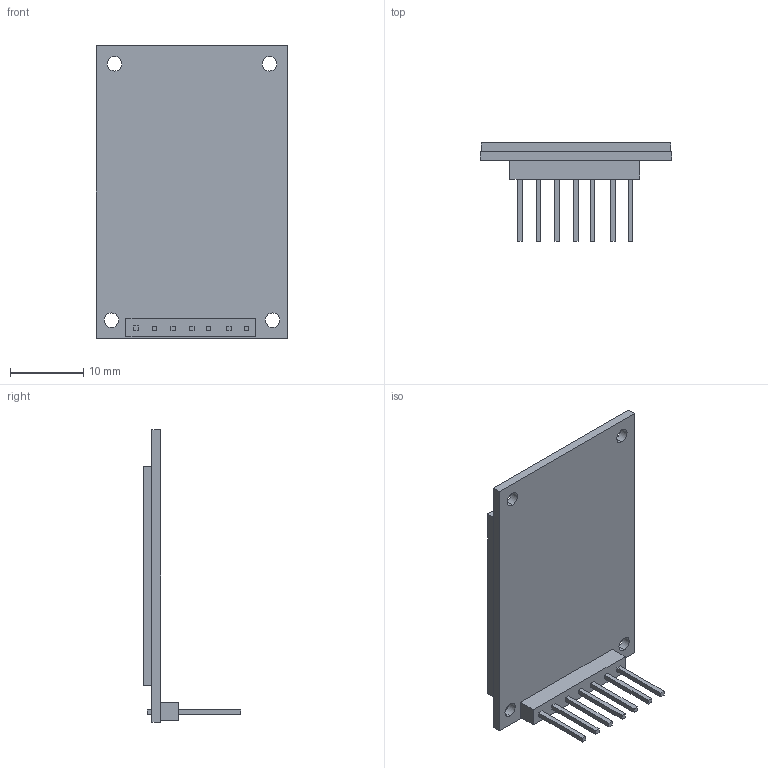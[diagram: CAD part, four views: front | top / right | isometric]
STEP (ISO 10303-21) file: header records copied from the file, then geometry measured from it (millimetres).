
FILE_DESCRIPTION (( 'STEP AP214' ), '1' );
FILE_NAME ('OLED-1.12.STEP', '2022-10-20T11:50:00', ( '' ), ( '' ), 'SwSTEP 2.0', 'SolidWorks 2020', '' );
FILE_SCHEMA (( 'AUTOMOTIVE_DESIGN' ));
Length unit declared in the file: millimetre
Products named in the file (1): OLED-1.12
Bounding box: 26.2 x 13.4 x 40.1 mm (x, y, z)
Volume: 2320.2 mm3; surface area: 4431.4 mm2
Topology: 3 solids, 3 shells, 105 faces, 252 edges, 168 vertices
Faces by surface type: plane 97, cylinder 8
Entity records: 4229 total; most frequent: CARTESIAN_POINT 526, ORIENTED_EDGE 504, DIRECTION 480, EDGE_CURVE 252, LINE 236, VECTOR 236, VERTEX_POINT 168, EDGE_LOOP 130
